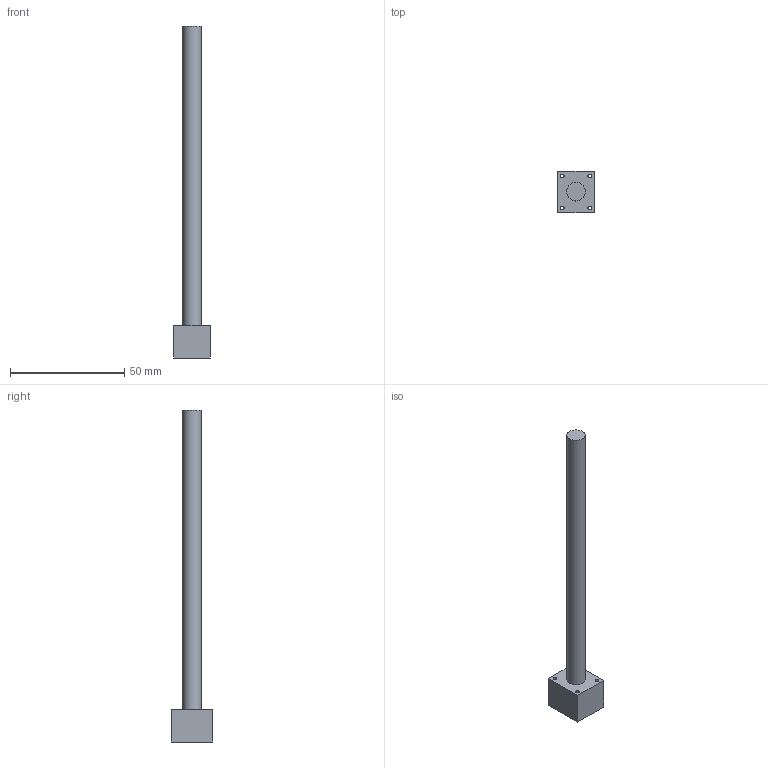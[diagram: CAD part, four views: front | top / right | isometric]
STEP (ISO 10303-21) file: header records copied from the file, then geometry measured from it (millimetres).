
FILE_DESCRIPTION(('FreeCAD Model'),'2;1');
FILE_NAME('Open CASCADE Shape Model','2022-11-28T01:06:47',(''),(''), 'Open CASCADE STEP processor 7.6','FreeCAD','Unknown');
FILE_SCHEMA(('AUTOMOTIVE_DESIGN { 1 0 10303 214 1 1 1 1 }'));
Length unit declared in the file: millimetre
Products named in the file (3): Unbenannt; Gleitstab_001; Gleitstabhalter_001
Assembly tree (2 placements, depth 2):
  Unbenannt
    Gleitstab_001
    Gleitstabhalter_001
Bounding box: 16 x 18 x 145 mm (x, y, z)
Volume: 10573.1 mm3; surface area: 5823.5 mm2
Topology: 2 solids, 2 shells, 14 faces, 30 edges, 20 vertices
Faces by surface type: plane 8, cylinder 6
Full cylindrical faces by diameter (mm): 1.6 x4, 8 x2
Entity records: 862 total; most frequent: DIRECTION 136, CARTESIAN_POINT 127, LINE 66, VECTOR 66, ORIENTED_EDGE 60, PCURVE 60, DEFINITIONAL_REPRESENTATION 60, EDGE_CURVE 30
